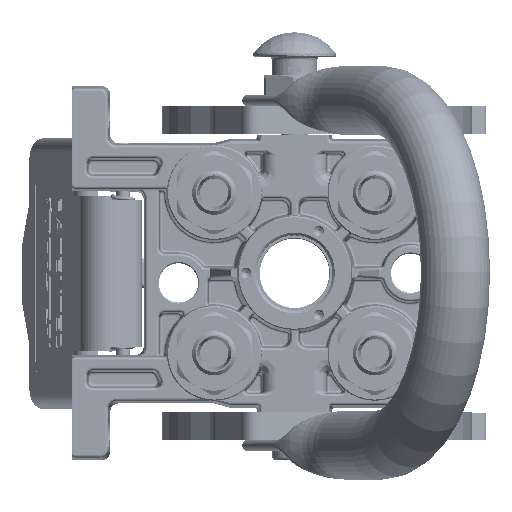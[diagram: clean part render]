
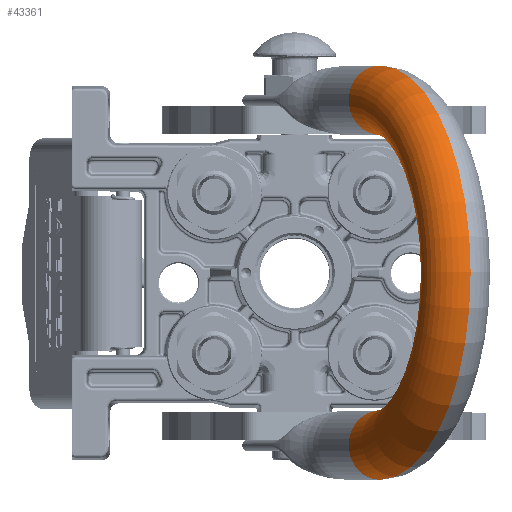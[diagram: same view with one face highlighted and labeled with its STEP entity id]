
A CAD part, top view. The second image highlights one B-rep face of the part: STEP entity #43361.
In plain terms, the highlighted toroidal (fillet/blend) face has major radius 62.25 mm and minor radius 12.5 mm.
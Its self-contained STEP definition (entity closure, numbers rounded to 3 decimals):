
#5889 = ORIENTED_EDGE ( 'NONE', *, *, #74025, .T. ) ;
#11070 = CARTESIAN_POINT ( 'NONE',  ( 0., 0., 25.25 ) ) ;
#12810 = DIRECTION ( 'NONE',  ( -1., 0., 0. ) ) ;
#16144 = ORIENTED_EDGE ( 'NONE', *, *, #81437, .F. ) ;
#23625 = EDGE_CURVE ( 'NONE', #179279, #95782, #122520, .T. ) ;
#27359 = TOROIDAL_SURFACE ( 'NONE', #54601, 62.25, 12.5 ) ;
#42909 = EDGE_LOOP ( 'NONE', ( #5889, #16144, #70176, #59655 ) ) ;
#43361 = ADVANCED_FACE ( 'NONE', ( #131483 ), #27359, .T. ) ;
#45476 = AXIS2_PLACEMENT_3D ( 'NONE', #135058, #105315, #92885 ) ;
#52055 = CIRCLE ( 'NONE', #142469, 12.5 ) ;
#54601 = AXIS2_PLACEMENT_3D ( 'NONE', #11070, #67983, #69228 ) ;
#59655 = ORIENTED_EDGE ( 'NONE', *, *, #23625, .T. ) ;
#67173 = DIRECTION ( 'NONE',  ( 1., 0., 0. ) ) ;
#67983 = DIRECTION ( 'NONE',  ( 0., 1., 0. ) ) ;
#69228 = DIRECTION ( 'NONE',  ( 1., 0., 0. ) ) ;
#70176 = ORIENTED_EDGE ( 'NONE', *, *, #102095, .F. ) ;
#74025 = EDGE_CURVE ( 'NONE', #95782, #85520, #142684, .T. ) ;
#74485 = CARTESIAN_POINT ( 'NONE',  ( 49.75, 0., 25.25 ) ) ;
#81437 = EDGE_CURVE ( 'NONE', #142722, #85520, #52055, .T. ) ;
#85520 = VERTEX_POINT ( 'NONE', #74485 ) ;
#89950 = DIRECTION ( 'NONE',  ( 0., 0., 1. ) ) ;
#90109 = CARTESIAN_POINT ( 'NONE',  ( -74.75, 0., 25.25 ) ) ;
#92885 = DIRECTION ( 'NONE',  ( -1., 0., 0. ) ) ;
#95056 = DIRECTION ( 'NONE',  ( 0., 0., -1. ) ) ;
#95322 = CARTESIAN_POINT ( 'NONE',  ( -49.75, 0., 25.25 ) ) ;
#95782 = VERTEX_POINT ( 'NONE', #95322 ) ;
#102095 = EDGE_CURVE ( 'NONE', #179279, #142722, #126769, .T. ) ;
#105315 = DIRECTION ( 'NONE',  ( 0., 1., 0. ) ) ;
#112401 = DIRECTION ( 'NONE',  ( 0., 1., 0. ) ) ;
#122520 = CIRCLE ( 'NONE', #178415, 12.5 ) ;
#126769 = CIRCLE ( 'NONE', #45476, 74.75 ) ;
#131483 = FACE_OUTER_BOUND ( 'NONE', #42909, .T. ) ;
#135058 = CARTESIAN_POINT ( 'NONE',  ( 0., 0., 25.25 ) ) ;
#142469 = AXIS2_PLACEMENT_3D ( 'NONE', #152071, #95056, #67173 ) ;
#142684 = CIRCLE ( 'NONE', #151193, 49.75 ) ;
#142722 = VERTEX_POINT ( 'NONE', #180813 ) ;
#151193 = AXIS2_PLACEMENT_3D ( 'NONE', #168273, #112401, #12810 ) ;
#152071 = CARTESIAN_POINT ( 'NONE',  ( 62.25, 0., 25.25 ) ) ;
#161236 = DIRECTION ( 'NONE',  ( -1., 0., 0. ) ) ;
#168273 = CARTESIAN_POINT ( 'NONE',  ( 0., 0., 25.25 ) ) ;
#174889 = CARTESIAN_POINT ( 'NONE',  ( -62.25, 0., 25.25 ) ) ;
#178415 = AXIS2_PLACEMENT_3D ( 'NONE', #174889, #89950, #161236 ) ;
#179279 = VERTEX_POINT ( 'NONE', #90109 ) ;
#180813 = CARTESIAN_POINT ( 'NONE',  ( 74.75, 0., 25.25 ) ) ;
